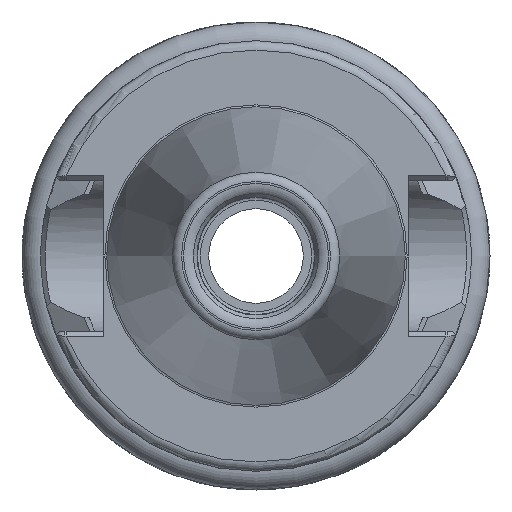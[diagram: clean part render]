
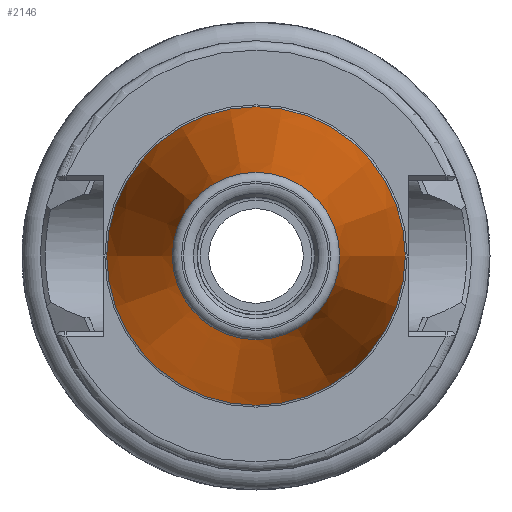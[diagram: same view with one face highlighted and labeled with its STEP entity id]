
A CAD part, left-side view. The second image highlights one B-rep face of the part: STEP entity #2146.
In plain terms, the highlighted conical face has half-angle 8.297 degrees and reference radius 12.445 mm.
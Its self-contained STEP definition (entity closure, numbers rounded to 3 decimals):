
#53=CONICAL_SURFACE('',#2315,12.445,0.145);
#251=FACE_OUTER_BOUND('',#367,.T.);
#367=EDGE_LOOP('',(#1651,#1652,#1653,#1654,#1655,#1656,#1657));
#498=LINE('',#3988,#604);
#604=VECTOR('',#2710,12.445);
#696=CIRCLE('',#2311,8.941);
#697=CIRCLE('',#2312,8.941);
#698=CIRCLE('',#2313,8.941);
#700=CIRCLE('',#2316,15.948);
#701=CIRCLE('',#2317,15.948);
#902=VERTEX_POINT('',#3976);
#903=VERTEX_POINT('',#3977);
#904=VERTEX_POINT('',#3979);
#905=VERTEX_POINT('',#3984);
#906=VERTEX_POINT('',#3985);
#1185=EDGE_CURVE('',#902,#903,#696,.T.);
#1186=EDGE_CURVE('',#904,#902,#697,.T.);
#1187=EDGE_CURVE('',#903,#904,#698,.T.);
#1189=EDGE_CURVE('',#905,#906,#700,.T.);
#1190=EDGE_CURVE('',#906,#905,#701,.T.);
#1191=EDGE_CURVE('',#906,#904,#498,.T.);
#1651=ORIENTED_EDGE('',*,*,#1189,.F.);
#1652=ORIENTED_EDGE('',*,*,#1190,.F.);
#1653=ORIENTED_EDGE('',*,*,#1191,.T.);
#1654=ORIENTED_EDGE('',*,*,#1186,.T.);
#1655=ORIENTED_EDGE('',*,*,#1185,.T.);
#1656=ORIENTED_EDGE('',*,*,#1187,.T.);
#1657=ORIENTED_EDGE('',*,*,#1191,.F.);
#2146=ADVANCED_FACE('',(#251),#53,.T.);
#2311=AXIS2_PLACEMENT_3D('',#3978,#2696,#2697);
#2312=AXIS2_PLACEMENT_3D('',#3980,#2698,#2699);
#2313=AXIS2_PLACEMENT_3D('',#3981,#2700,#2701);
#2315=AXIS2_PLACEMENT_3D('',#3983,#2704,#2705);
#2316=AXIS2_PLACEMENT_3D('',#3986,#2706,#2707);
#2317=AXIS2_PLACEMENT_3D('',#3987,#2708,#2709);
#2696=DIRECTION('center_axis',(1.,0.,0.));
#2697=DIRECTION('ref_axis',(0.,0.,-1.));
#2698=DIRECTION('center_axis',(1.,0.,0.));
#2699=DIRECTION('ref_axis',(0.,0.,-1.));
#2700=DIRECTION('center_axis',(1.,0.,0.));
#2701=DIRECTION('ref_axis',(0.,0.,-1.));
#2704=DIRECTION('center_axis',(1.,0.,0.));
#2705=DIRECTION('ref_axis',(0.,1.,0.));
#2706=DIRECTION('center_axis',(1.,0.,0.));
#2707=DIRECTION('ref_axis',(0.,0.,-1.));
#2708=DIRECTION('center_axis',(1.,0.,0.));
#2709=DIRECTION('ref_axis',(0.,0.,-1.));
#2710=DIRECTION('',(-0.99,0.144,0.));
#3976=CARTESIAN_POINT('',(-47.944,8.941,0.));
#3977=CARTESIAN_POINT('',(-47.944,0.,8.941));
#3978=CARTESIAN_POINT('Origin',(-47.944,0.,
0.));
#3979=CARTESIAN_POINT('',(-47.944,-8.941,0.));
#3980=CARTESIAN_POINT('Origin',(-47.944,0.,
0.));
#3981=CARTESIAN_POINT('Origin',(-47.944,0.,
0.));
#3983=CARTESIAN_POINT('Origin',(-23.922,0.,
0.));
#3984=CARTESIAN_POINT('',(0.1,15.948,0.));
#3985=CARTESIAN_POINT('',(0.1,-15.948,0.));
#3986=CARTESIAN_POINT('Origin',(0.1,0.,0.));
#3987=CARTESIAN_POINT('Origin',(0.1,0.,0.));
#3988=CARTESIAN_POINT('',(-23.922,-12.445,0.));
